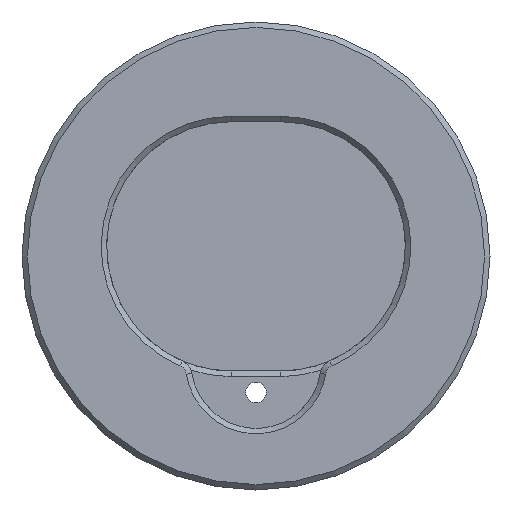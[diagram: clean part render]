
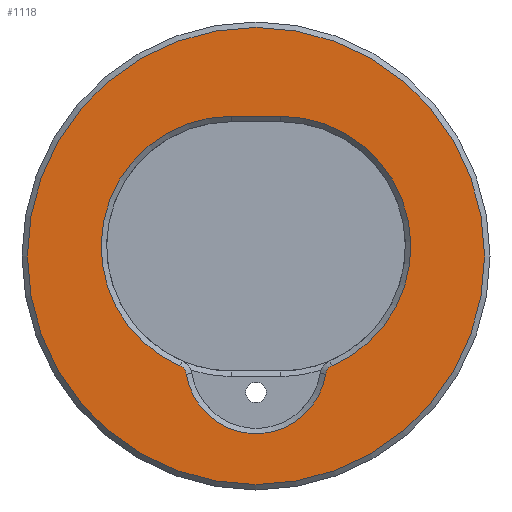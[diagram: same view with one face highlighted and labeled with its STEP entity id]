
A CAD part, front view. The second image highlights one B-rep face of the part: STEP entity #1118.
In plain terms, the highlighted planar face has unit normal (0, -1, 0).
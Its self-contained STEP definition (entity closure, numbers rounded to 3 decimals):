
#19=FACE_BOUND('',#359,.T.);
#122=LINE('',#2009,#200);
#200=VECTOR('',#1469,10.);
#242=PLANE('',#1228);
#289=FACE_OUTER_BOUND('',#358,.T.);
#358=EDGE_LOOP('',(#894));
#359=EDGE_LOOP('',(#895,#896,#897,#898,#899,#900));
#437=CIRCLE('',#1227,21.09);
#438=CIRCLE('',#1229,12.);
#439=CIRCLE('',#1230,1.);
#440=CIRCLE('',#1231,6.5);
#441=CIRCLE('',#1232,1.);
#442=CIRCLE('',#1233,12.);
#544=VERTEX_POINT('',#1994);
#545=VERTEX_POINT('',#1998);
#546=VERTEX_POINT('',#1999);
#547=VERTEX_POINT('',#2001);
#548=VERTEX_POINT('',#2003);
#549=VERTEX_POINT('',#2005);
#550=VERTEX_POINT('',#2007);
#680=EDGE_CURVE('',#544,#544,#437,.T.);
#681=EDGE_CURVE('',#545,#546,#438,.T.);
#682=EDGE_CURVE('',#547,#545,#439,.T.);
#683=EDGE_CURVE('',#548,#547,#440,.T.);
#684=EDGE_CURVE('',#549,#548,#441,.T.);
#685=EDGE_CURVE('',#550,#549,#442,.T.);
#686=EDGE_CURVE('',#546,#550,#122,.T.);
#894=ORIENTED_EDGE('',*,*,#680,.F.);
#895=ORIENTED_EDGE('',*,*,#681,.F.);
#896=ORIENTED_EDGE('',*,*,#682,.F.);
#897=ORIENTED_EDGE('',*,*,#683,.F.);
#898=ORIENTED_EDGE('',*,*,#684,.F.);
#899=ORIENTED_EDGE('',*,*,#685,.F.);
#900=ORIENTED_EDGE('',*,*,#686,.F.);
#1118=ADVANCED_FACE('',(#289,#19),#242,.F.);
#1227=AXIS2_PLACEMENT_3D('',#1996,#1455,#1456);
#1228=AXIS2_PLACEMENT_3D('',#1997,#1457,#1458);
#1229=AXIS2_PLACEMENT_3D('',#2000,#1459,#1460);
#1230=AXIS2_PLACEMENT_3D('',#2002,#1461,#1462);
#1231=AXIS2_PLACEMENT_3D('',#2004,#1463,#1464);
#1232=AXIS2_PLACEMENT_3D('',#2006,#1465,#1466);
#1233=AXIS2_PLACEMENT_3D('',#2008,#1467,#1468);
#1455=DIRECTION('center_axis',(0.,1.,0.));
#1456=DIRECTION('ref_axis',(1.,0.,0.));
#1457=DIRECTION('center_axis',(0.,1.,0.));
#1458=DIRECTION('ref_axis',(1.,0.,0.));
#1459=DIRECTION('center_axis',(0.,-1.,0.));
#1460=DIRECTION('ref_axis',(1.,0.,0.));
#1461=DIRECTION('center_axis',(0.,1.,0.));
#1462=DIRECTION('ref_axis',(-0.79,0.,0.613));
#1463=DIRECTION('center_axis',(0.,-1.,0.));
#1464=DIRECTION('ref_axis',(1.,0.,0.));
#1465=DIRECTION('center_axis',(0.,1.,0.));
#1466=DIRECTION('ref_axis',(0.79,0.,0.613));
#1467=DIRECTION('center_axis',(0.,-1.,0.));
#1468=DIRECTION('ref_axis',(-1.,0.,0.));
#1469=DIRECTION('',(-1.,0.,0.));
#1994=CARTESIAN_POINT('',(-21.09,0.,0.));
#1996=CARTESIAN_POINT('Origin',(0.,0.,0.));
#1997=CARTESIAN_POINT('Origin',(0.,0.,0.));
#1998=CARTESIAN_POINT('',(7.016,0.,-10.138));
#1999=CARTESIAN_POINT('',(2.286,0.,12.89));
#2000=CARTESIAN_POINT('Origin',(2.286,0.,0.89));
#2001=CARTESIAN_POINT('',(6.422,0.,-10.903));
#2002=CARTESIAN_POINT('Origin',(7.41,0.,-11.058));
#2003=CARTESIAN_POINT('',(-6.422,0.,-10.903));
#2004=CARTESIAN_POINT('Origin',(0.,0.,-9.9));
#2005=CARTESIAN_POINT('',(-7.016,0.,-10.138));
#2006=CARTESIAN_POINT('Origin',(-7.41,0.,-11.058));
#2007=CARTESIAN_POINT('',(-2.286,0.,12.89));
#2008=CARTESIAN_POINT('Origin',(-2.286,0.,0.89));
#2009=CARTESIAN_POINT('',(-1.143,0.,12.89));
